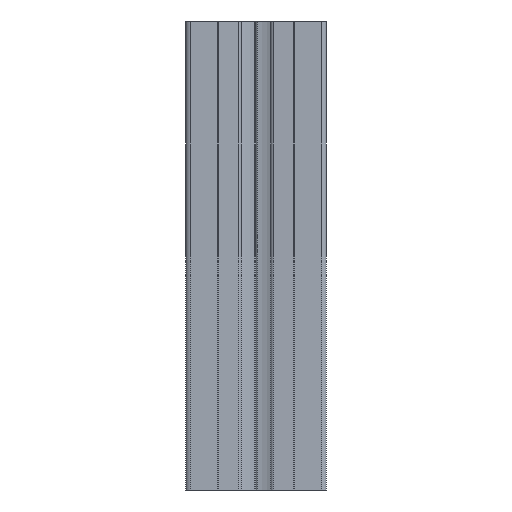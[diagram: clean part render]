
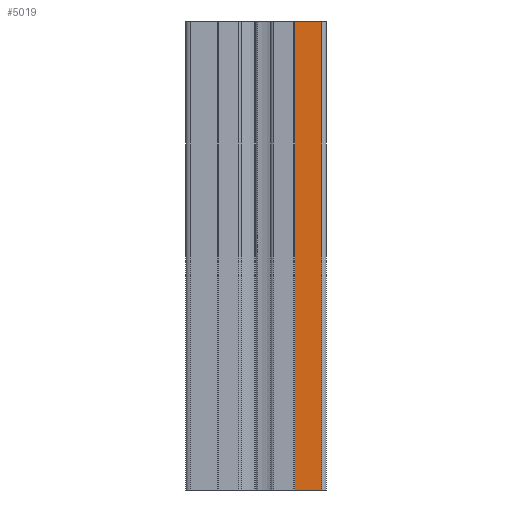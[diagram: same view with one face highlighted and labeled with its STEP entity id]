
A CAD part, left-side view. The second image highlights one B-rep face of the part: STEP entity #5019.
In plain terms, the highlighted planar face has unit normal (-1, 0, 0).
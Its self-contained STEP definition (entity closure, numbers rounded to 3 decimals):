
#4980=CARTESIAN_POINT('',(46.654,145.123,0.0));
#4981=DIRECTION('',(-1.0,0.0,0.0));
#4982=DIRECTION('',(0.0,0.0,1.0));
#4983=AXIS2_PLACEMENT_3D('',#4980,#4981,#4982);
#4984=PLANE('',#4983);
#4985=CARTESIAN_POINT('',(46.654,145.123,50.0));
#4986=VERTEX_POINT('',#4985);
#4987=CARTESIAN_POINT('',(46.654,150.886,50.0));
#4988=VERTEX_POINT('',#4987);
#4989=CARTESIAN_POINT('',(46.654,145.123,50.0));
#4990=DIRECTION('',(0.0,1.0,0.0));
#4991=VECTOR('',#4990,5.763);
#4992=LINE('',#4989,#4991);
#4993=EDGE_CURVE('',#4986,#4988,#4992,.T.);
#4994=ORIENTED_EDGE('',*,*,#4993,.T.);
#4995=CARTESIAN_POINT('',(46.654,150.886,-50.0));
#4996=VERTEX_POINT('',#4995);
#4997=CARTESIAN_POINT('',(46.654,150.886,-50.0));
#4998=DIRECTION('',(0.0,0.0,1.0));
#4999=VECTOR('',#4998,100.0);
#5000=LINE('',#4997,#4999);
#5001=EDGE_CURVE('',#4996,#4988,#5000,.T.);
#5002=ORIENTED_EDGE('',*,*,#5001,.F.);
#5003=CARTESIAN_POINT('',(46.654,145.123,-50.0));
#5004=VERTEX_POINT('',#5003);
#5005=CARTESIAN_POINT('',(46.654,150.886,-50.0));
#5006=DIRECTION('',(0.0,-1.0,0.0));
#5007=VECTOR('',#5006,5.763);
#5008=LINE('',#5005,#5007);
#5009=EDGE_CURVE('',#4996,#5004,#5008,.T.);
#5010=ORIENTED_EDGE('',*,*,#5009,.T.);
#5011=CARTESIAN_POINT('',(46.654,145.123,50.0));
#5012=DIRECTION('',(0.0,0.0,-1.0));
#5013=VECTOR('',#5012,100.0);
#5014=LINE('',#5011,#5013);
#5015=EDGE_CURVE('',#4986,#5004,#5014,.T.);
#5016=ORIENTED_EDGE('',*,*,#5015,.F.);
#5017=EDGE_LOOP('',(#4994,#5002,#5010,#5016));
#5018=FACE_OUTER_BOUND('',#5017,.T.);
#5019=ADVANCED_FACE('',(#5018),#4984,.T.);
